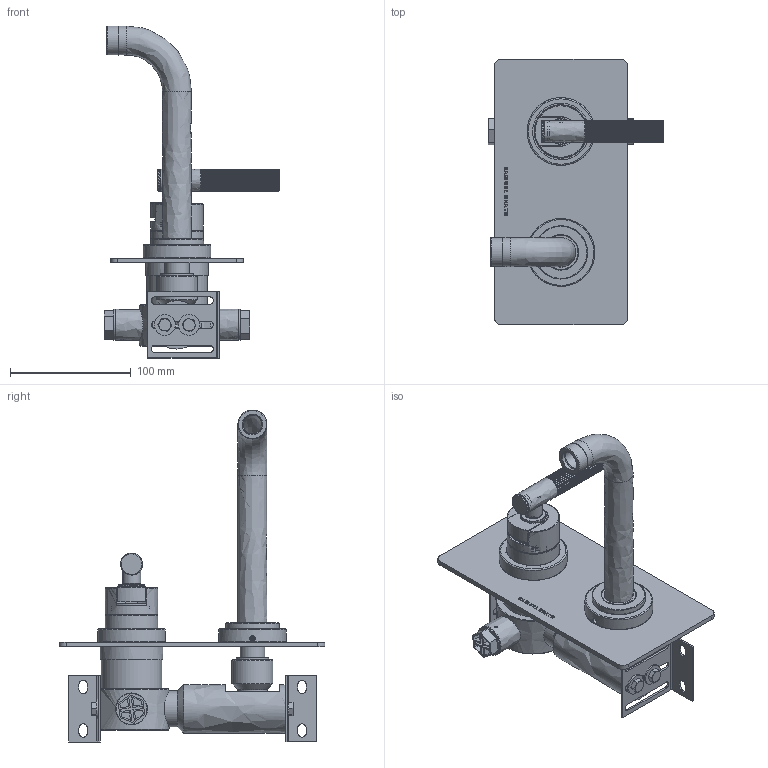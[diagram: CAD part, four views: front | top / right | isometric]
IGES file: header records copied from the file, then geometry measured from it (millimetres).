
Global section: file name: V7KA20S-2LL-LH; native system: Autodesk Inventor 2020; preprocessor: unknown; author: rclarke; date: 20230106.133804; units: millimetre
Bounding box: 145.1 x 220 x 274.64 mm (x, y, z)
Volume: 511453.7 mm3; surface area: 268656.4 mm2
Topology: 60 solids, 60 shells, 2504 faces, 6615 edges, 4344 vertices
Faces by surface type: bspline 2504
